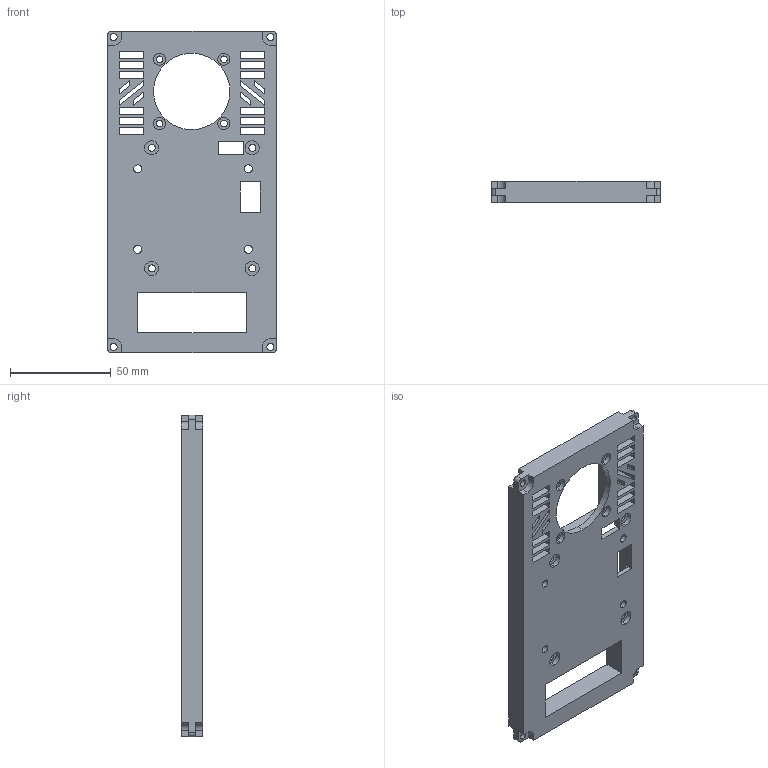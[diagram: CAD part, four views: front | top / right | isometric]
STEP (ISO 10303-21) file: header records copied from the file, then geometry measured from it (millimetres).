
FILE_DESCRIPTION (( 'STEP AP214' ), '1' );
FILE_NAME ('價釱-voron_20250823.STEP', '2025-08-23T14:28:03', ( '' ), ( '' ), 'SwSTEP 2.0', 'SolidWorks 2018', '' );
FILE_SCHEMA (( 'AUTOMOTIVE_DESIGN' ));
Length unit declared in the file: millimetre
Products named in the file (1): 價釱-voron_20250823
Bounding box: 84 x 10.5 x 160 mm (x, y, z)
Volume: 71290.8 mm3; surface area: 37342.2 mm2
Topology: 1 solids, 1 shells, 234 faces, 675 edges, 450 vertices
Faces by surface type: plane 162, cylinder 72
Entity records: 7853 total; most frequent: CARTESIAN_POINT 1360, ORIENTED_EDGE 1350, DIRECTION 1293, EDGE_CURVE 675, VECTOR 527, LINE 527, VERTEX_POINT 450, AXIS2_PLACEMENT_3D 383
